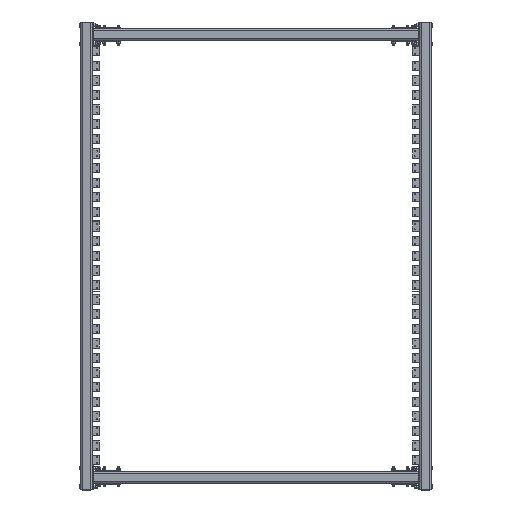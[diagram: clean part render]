
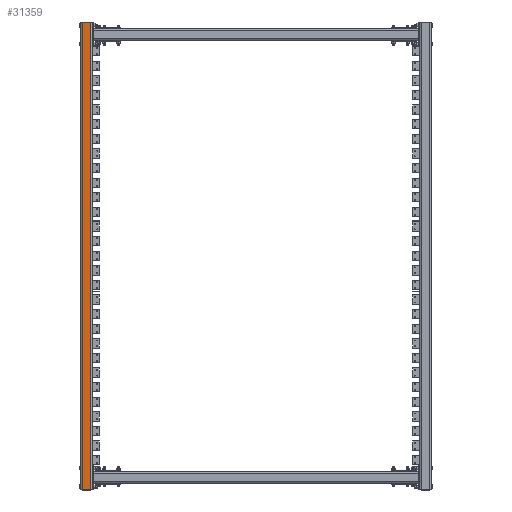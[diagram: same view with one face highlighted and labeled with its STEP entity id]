
A CAD part, top view. The second image highlights one B-rep face of the part: STEP entity #31359.
In plain terms, the highlighted free-form (B-spline) face has degree [1, 1] with [2, 2] control points.
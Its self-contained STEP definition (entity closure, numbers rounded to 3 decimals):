
#30875 = VERTEX_POINT('',#30876);
#30876 = CARTESIAN_POINT('',(-1879.004,2528.943,
    3034.731));
#30882 = EDGE_CURVE('',#30875,#30883,#30885,.T.);
#30883 = VERTEX_POINT('',#30884);
#30884 = CARTESIAN_POINT('',(-1787.963,2528.943,
    3034.731));
#30885 = B_SPLINE_CURVE_WITH_KNOTS('',1,(#30886,#30887),.UNSPECIFIED.,
  .F.,.F.,(2,2),(0.,72.),.PIECEWISE_BEZIER_KNOTS.);
#30886 = CARTESIAN_POINT('',(-1879.004,2528.943,
    3034.731));
#30887 = CARTESIAN_POINT('',(-1787.963,2528.943,
    3034.731));
#31029 = VERTEX_POINT('',#31030);
#31030 = CARTESIAN_POINT('',(-1787.963,-2528.943,
    3034.731));
#31036 = EDGE_CURVE('',#31037,#31029,#31039,.T.);
#31037 = VERTEX_POINT('',#31038);
#31038 = CARTESIAN_POINT('',(-1879.004,-2528.943,
    3034.731));
#31039 = B_SPLINE_CURVE_WITH_KNOTS('',1,(#31040,#31041),.UNSPECIFIED.,
  .F.,.F.,(2,2),(0.,72.),.PIECEWISE_BEZIER_KNOTS.);
#31040 = CARTESIAN_POINT('',(-1879.004,-2528.943,
    3034.731));
#31041 = CARTESIAN_POINT('',(-1787.963,-2528.943,
    3034.731));
#31254 = EDGE_CURVE('',#31029,#30883,#31255,.T.);
#31255 = B_SPLINE_CURVE_WITH_KNOTS('',1,(#31256,#31257),.UNSPECIFIED.,
  .F.,.F.,(2,2),(0.,4000.),.PIECEWISE_BEZIER_KNOTS.);
#31256 = CARTESIAN_POINT('',(-1787.963,-2528.943,
    3034.731));
#31257 = CARTESIAN_POINT('',(-1787.963,2528.943,
    3034.731));
#31346 = EDGE_CURVE('',#31037,#30875,#31347,.T.);
#31347 = B_SPLINE_CURVE_WITH_KNOTS('',1,(#31348,#31349),.UNSPECIFIED.,
  .F.,.F.,(2,2),(0.,4000.),.PIECEWISE_BEZIER_KNOTS.);
#31348 = CARTESIAN_POINT('',(-1879.004,-2528.943,
    3034.731));
#31349 = CARTESIAN_POINT('',(-1879.004,2528.943,
    3034.731));
#31359 = ADVANCED_FACE('',(#31360),#31366,.T.);
#31360 = FACE_BOUND('',#31361,.T.);
#31361 = EDGE_LOOP('',(#31362,#31363,#31364,#31365));
#31362 = ORIENTED_EDGE('',*,*,#31036,.T.);
#31363 = ORIENTED_EDGE('',*,*,#31254,.T.);
#31364 = ORIENTED_EDGE('',*,*,#30882,.F.);
#31365 = ORIENTED_EDGE('',*,*,#31346,.F.);
#31366 = B_SPLINE_SURFACE_WITH_KNOTS('',1,1,(
    (#31367,#31368)
    ,(#31369,#31370
    )),.UNSPECIFIED.,.F.,.F.,.F.,(2,2),(2,2),(0.,72.),(
    0.,4000.),.PIECEWISE_BEZIER_KNOTS.);
#31367 = CARTESIAN_POINT('',(-1879.004,-2528.943,
    3034.731));
#31368 = CARTESIAN_POINT('',(-1879.004,2528.943,
    3034.731));
#31369 = CARTESIAN_POINT('',(-1787.963,-2528.943,
    3034.731));
#31370 = CARTESIAN_POINT('',(-1787.963,2528.943,
    3034.731));
